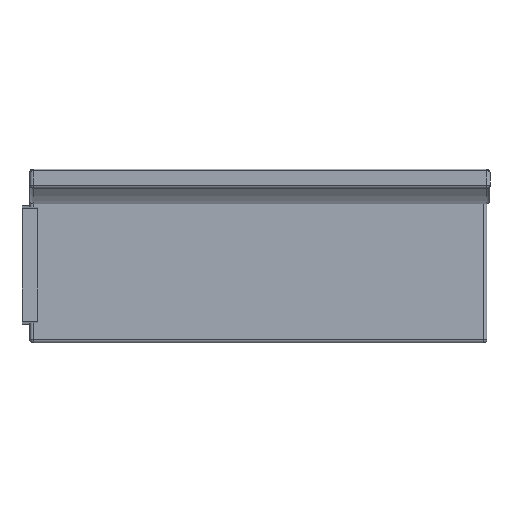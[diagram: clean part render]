
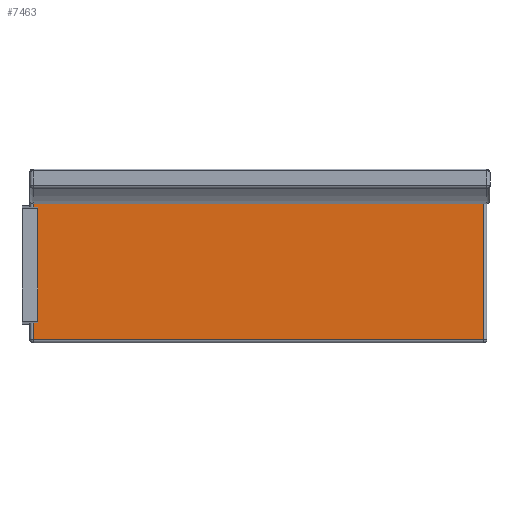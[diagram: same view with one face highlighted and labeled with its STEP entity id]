
A CAD part, top view. The second image highlights one B-rep face of the part: STEP entity #7463.
In plain terms, the highlighted planar face has unit normal (0, 0, 1).
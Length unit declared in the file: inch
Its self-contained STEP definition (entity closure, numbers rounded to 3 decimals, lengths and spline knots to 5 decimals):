
#856=PLANE('',#8187);
#945=LINE('',#11326,#1245);
#949=LINE('',#11339,#1249);
#951=LINE('',#11342,#1251);
#953=LINE('',#11345,#1253);
#1245=VECTOR('',#9155,0.3937);
#1249=VECTOR('',#9171,0.3937);
#1251=VECTOR('',#9175,0.3937);
#1253=VECTOR('',#9179,0.3937);
#1766=FACE_OUTER_BOUND('',#2345,.T.);
#2345=EDGE_LOOP('',(#5245,#5246,#5247,#5248));
#3427=VERTEX_POINT('',#11290);
#3433=VERTEX_POINT('',#11307);
#3436=VERTEX_POINT('',#11317);
#3439=VERTEX_POINT('',#11330);
#4066=EDGE_CURVE('',#3427,#3436,#945,.T.);
#4073=EDGE_CURVE('',#3436,#3439,#949,.T.);
#4075=EDGE_CURVE('',#3439,#3433,#951,.T.);
#4077=EDGE_CURVE('',#3433,#3427,#953,.T.);
#5245=ORIENTED_EDGE('',*,*,#4066,.F.);
#5246=ORIENTED_EDGE('',*,*,#4077,.F.);
#5247=ORIENTED_EDGE('',*,*,#4075,.F.);
#5248=ORIENTED_EDGE('',*,*,#4073,.F.);
#7463=ADVANCED_FACE('',(#1766),#856,.T.);
#8187=AXIS2_PLACEMENT_3D('',#11361,#9201,#9202);
#9155=DIRECTION('',(-1.,0.,0.));
#9171=DIRECTION('',(0.,1.,0.));
#9175=DIRECTION('',(1.,0.,0.));
#9179=DIRECTION('',(0.,-1.,0.));
#9201=DIRECTION('center_axis',(0.,0.,1.));
#9202=DIRECTION('ref_axis',(1.,0.,0.));
#11290=CARTESIAN_POINT('',(35.75,-11.75,3.75));
#11307=CARTESIAN_POINT('',(35.75,11.75,3.75));
#11317=CARTESIAN_POINT('',(-35.75,-11.75,3.75));
#11326=CARTESIAN_POINT('',(-18.125,-11.75,3.75));
#11330=CARTESIAN_POINT('',(-35.75,11.75,3.75));
#11339=CARTESIAN_POINT('',(-35.75,6.125,3.75));
#11342=CARTESIAN_POINT('',(18.125,11.75,3.75));
#11345=CARTESIAN_POINT('',(35.75,-6.125,3.75));
#11361=CARTESIAN_POINT('Origin',(0.,0.,3.75));
